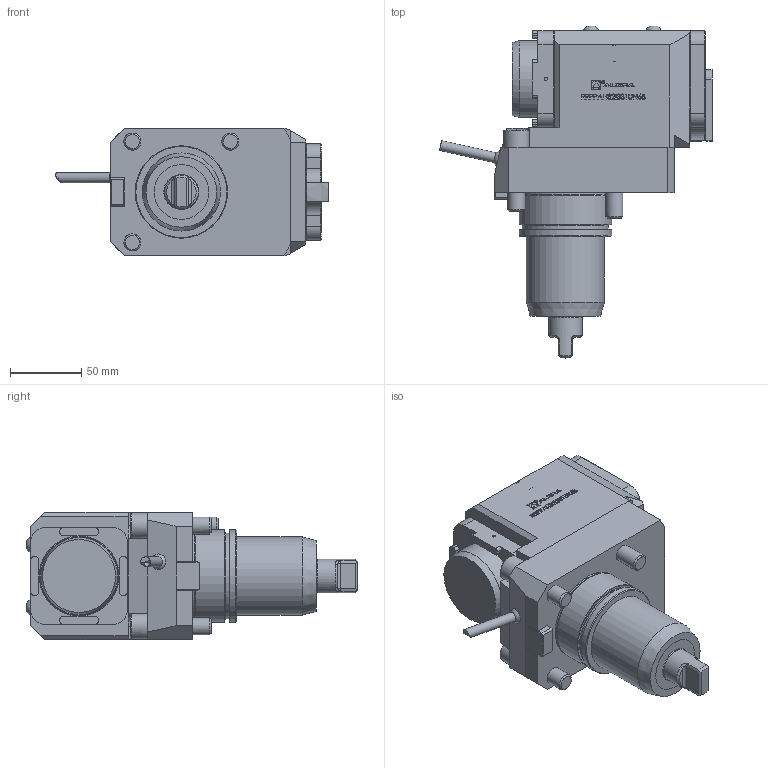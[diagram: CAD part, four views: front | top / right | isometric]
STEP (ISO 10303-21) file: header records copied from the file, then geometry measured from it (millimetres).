
FILE_DESCRIPTION (( 'STEP AP214' ), '1' );
FILE_NAME ('RRPPAH32I331UN65.STEP', '2025-10-16T14:43:20', ( '' ), ( '' ), 'SwSTEP 2.0', 'SolidWorks 2023', '' );
FILE_SCHEMA (( 'AUTOMOTIVE_DESIGN' ));
Length unit declared in the file: millimetre
Products named in the file (1): RRPPAH32I331UN65
Bounding box: 192.09 x 233.6 x 90 mm (x, y, z)
Volume: 1480430.6 mm3; surface area: 103439.1 mm2
Topology: 1 solids, 3 shells, 613 faces, 1559 edges, 1022 vertices
Faces by surface type: plane 366, bspline 103, cylinder 97, cone 35, torus 7, sphere 5
Full cylindrical faces by diameter (mm): 1.7 x1, 2.1 x1, 4 x1, 5 x1, 6 x1, 6.366 x1, 7 x1, 10.5 x4, 12 x3, 18 x2, 23.7 x1, 54 x2, 55 x1, 56 x1, 56.2 x1, 60.5 x1, 64.6 x1, 65 x2
Entity records: 27855 total; most frequent: CARTESIAN_POINT 10258, ORIENTED_EDGE 3006, DIRECTION 2486, EDGE_CURVE 1503, VECTOR 1016, LINE 1016, VERTEX_POINT 1008, AXIS2_PLACEMENT_3D 735
